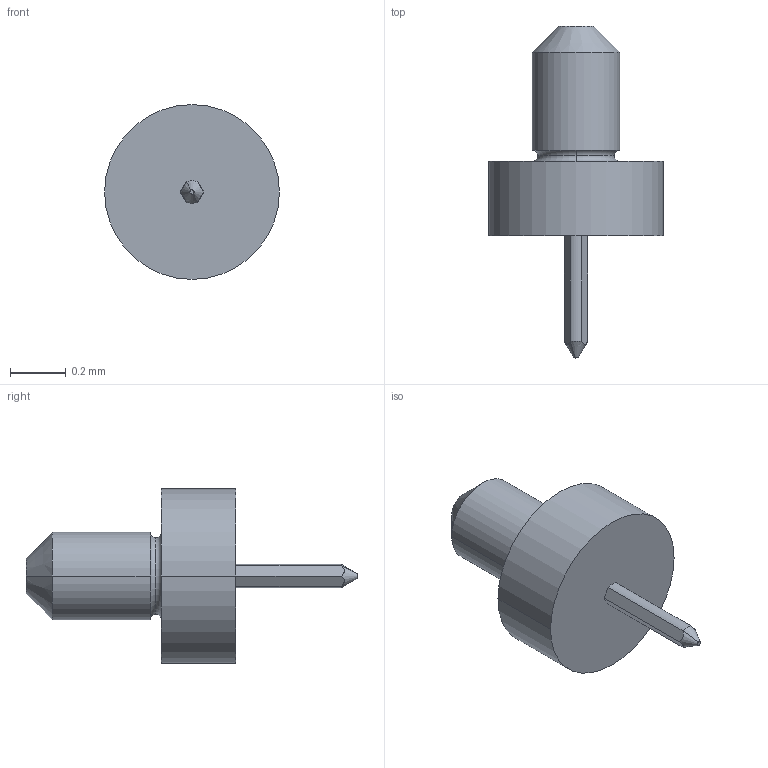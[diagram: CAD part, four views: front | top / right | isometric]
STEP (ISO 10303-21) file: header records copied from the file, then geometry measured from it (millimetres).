
FILE_DESCRIPTION(('produced by SPATIAL CORP'),'2;1');
FILE_NAME( 'DLocatingPin1.hh.sat.stp','2002-04-19T11:16:29+00:00',('SPATIAL CORP'),('SPATIAL CORP'),'ACIS STEP Husk','http://www.spatial.com','SPATIAL CORP' );
FILE_SCHEMA(('CONFIG_CONTROL_DESIGN'));
Length unit declared in the file: millimetre
Products named in the file (1): PRODUCT_ID_1
Bounding box: 0.62 x 1.19 x 0.62 mm (x, y, z)
Volume: 0.1 mm3; surface area: 1.7 mm2
Topology: 1 solids, 1 shells, 22 faces, 50 edges, 32 vertices
Faces by surface type: plane 8, cylinder 6, cone 4, torus 4
Entity records: 647 total; most frequent: CARTESIAN_POINT 124, ORIENTED_EDGE 100, DIRECTION 78, EDGE_CURVE 50, VERTEX_POINT 32, AXIS2_PLACEMENT_3D 30, EDGE_LOOP 24, FACE_BOUND 24
